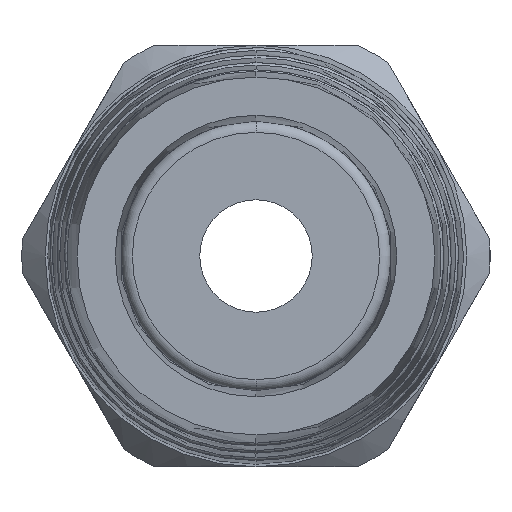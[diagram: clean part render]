
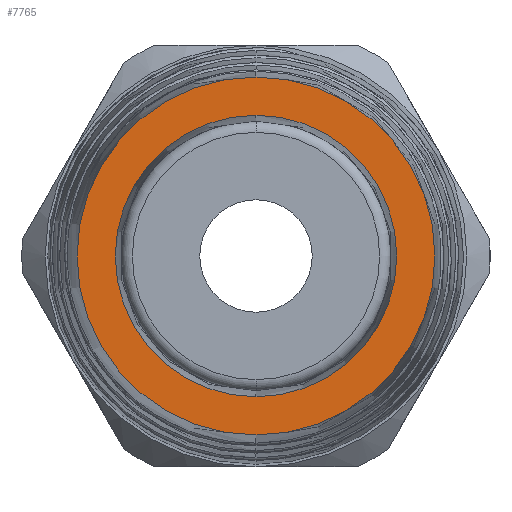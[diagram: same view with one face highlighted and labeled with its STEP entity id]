
A CAD part, left-side view. The second image highlights one B-rep face of the part: STEP entity #7765.
In plain terms, the highlighted planar face has unit normal (-1, 0, 0).
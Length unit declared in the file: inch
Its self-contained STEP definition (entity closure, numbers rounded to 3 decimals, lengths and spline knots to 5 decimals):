
#2610 = CARTESIAN_POINT ( 'NONE',  ( -2.44, 0., 0. ) ) ;
#2670 = DIRECTION ( 'NONE',  ( 0., 0., 1. ) ) ;
#2671 = DIRECTION ( 'NONE',  ( -1., 0., 0. ) ) ;
#2672 = AXIS2_PLACEMENT_3D ( 'NONE', #2610, #2671, #2670 ) ;
#2673 = CIRCLE ( 'NONE', #2672, 0.31824 ) ;
#3356 = DIRECTION ( 'NONE',  ( 0., 0., 1. ) ) ;
#3357 = DIRECTION ( 'NONE',  ( -1., 0., 0. ) ) ;
#3358 = CARTESIAN_POINT ( 'NONE',  ( -2.44, 0., 0. ) ) ;
#3359 = AXIS2_PLACEMENT_3D ( 'NONE', #3358, #3357, #3356 ) ;
#3360 = CIRCLE ( 'NONE', #3359, 0.25031 ) ;
#3432 = CARTESIAN_POINT ( 'NONE',  ( -2.44, 0., -0.25031 ) ) ;
#3461 = CARTESIAN_POINT ( 'NONE',  ( -2.44, 0., 0.25031 ) ) ;
#4040 = DIRECTION ( 'NONE',  ( 0., 0., 1. ) ) ;
#4041 = DIRECTION ( 'NONE',  ( -1., 0., 0. ) ) ;
#4042 = CARTESIAN_POINT ( 'NONE',  ( -2.44, 0., 0. ) ) ;
#4043 = AXIS2_PLACEMENT_3D ( 'NONE', #4042, #4041, #4040 ) ;
#4044 = CIRCLE ( 'NONE', #4043, 0.31824 ) ;
#4046 = CARTESIAN_POINT ( 'NONE',  ( -2.44, 0., 0.31824 ) ) ;
#4047 = CARTESIAN_POINT ( 'NONE',  ( -2.44, 0., -0.31824 ) ) ;
#4425 = DIRECTION ( 'NONE',  ( 0., 0., 1. ) ) ;
#4426 = DIRECTION ( 'NONE',  ( -1., 0., 0. ) ) ;
#4427 = AXIS2_PLACEMENT_3D ( 'NONE', #4430, #4426, #4425 ) ;
#4428 = CIRCLE ( 'NONE', #4427, 0.25031 ) ;
#4430 = CARTESIAN_POINT ( 'NONE',  ( -2.44, 0., 0. ) ) ;
#4450 = DIRECTION ( 'NONE',  ( 0., 0., 1. ) ) ;
#4451 = DIRECTION ( 'NONE',  ( -1., 0., 0. ) ) ;
#4452 = CARTESIAN_POINT ( 'NONE',  ( -2.44, 0., 0. ) ) ;
#4453 = AXIS2_PLACEMENT_3D ( 'NONE', #4452, #4451, #4450 ) ;
#4454 = PLANE ( 'NONE',  #4453 ) ;
#4455 = FACE_BOUND ( 'NONE', #7755, .T. ) ;
#4456 = FACE_OUTER_BOUND ( 'NONE', #7759, .T. ) ;
#7245 = EDGE_CURVE ( 'NONE', #7536, #7539, #2673, .T. ) ;
#7357 = EDGE_CURVE ( 'NONE', #7359, #7362, #3360, .T. ) ;
#7359 = VERTEX_POINT ( 'NONE', #3432 ) ;
#7362 = VERTEX_POINT ( 'NONE', #3461 ) ;
#7536 = VERTEX_POINT ( 'NONE', #4047 ) ;
#7539 = VERTEX_POINT ( 'NONE', #4046 ) ;
#7540 = EDGE_CURVE ( 'NONE', #7539, #7536, #4044, .T. ) ;
#7754 = ORIENTED_EDGE ( 'NONE', *, *, #7357, .F. ) ;
#7755 = EDGE_LOOP ( 'NONE', ( #7758, #7754 ) ) ;
#7756 = EDGE_CURVE ( 'NONE', #7362, #7359, #4428, .T. ) ;
#7758 = ORIENTED_EDGE ( 'NONE', *, *, #7756, .F. ) ;
#7759 = EDGE_LOOP ( 'NONE', ( #7760, #7761 ) ) ;
#7760 = ORIENTED_EDGE ( 'NONE', *, *, #7245, .T. ) ;
#7761 = ORIENTED_EDGE ( 'NONE', *, *, #7540, .T. ) ;
#7765 = ADVANCED_FACE ( 'NONE', ( #4456, #4455 ), #4454, .T. ) ;
